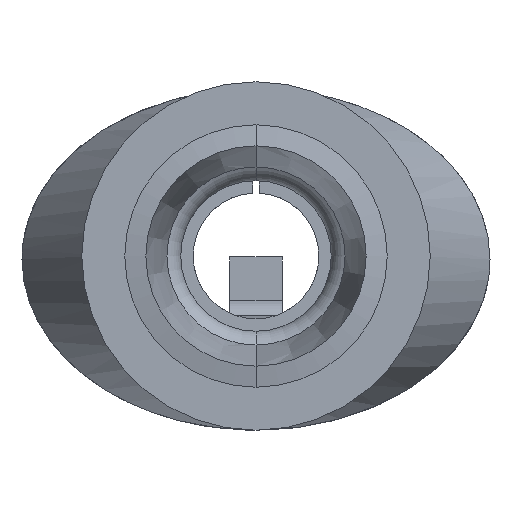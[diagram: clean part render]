
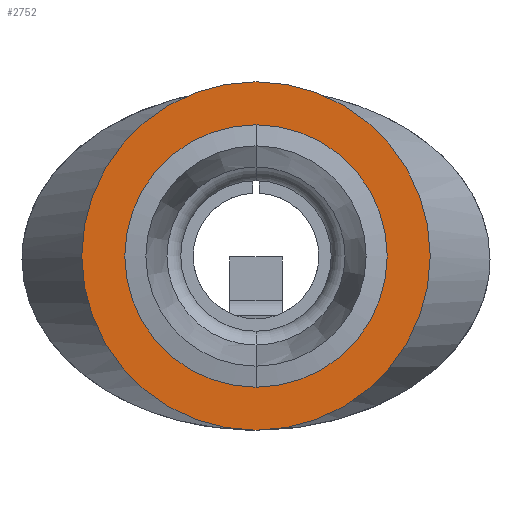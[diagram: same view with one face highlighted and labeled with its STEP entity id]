
A CAD part, front view. The second image highlights one B-rep face of the part: STEP entity #2752.
In plain terms, the highlighted planar face has unit normal (0, -1, 0).
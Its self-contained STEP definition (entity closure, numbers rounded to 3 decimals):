
#316 = FACE_OUTER_BOUND ( 'NONE', #5287, .T. ) ;
#405 = DIRECTION ( 'NONE',  ( 1., 0., 0. ) ) ;
#484 = DIRECTION ( 'NONE',  ( 0., -1., 0. ) ) ;
#615 = ORIENTED_EDGE ( 'NONE', *, *, #4553, .T. ) ;
#669 = DIRECTION ( 'NONE',  ( 1., 0., 0. ) ) ;
#674 = AXIS2_PLACEMENT_3D ( 'NONE', #4113, #4488, #669 ) ;
#695 = ORIENTED_EDGE ( 'NONE', *, *, #3180, .T. ) ;
#709 = CIRCLE ( 'NONE', #970, 2.84 ) ;
#891 = CARTESIAN_POINT ( 'NONE',  ( 0., -13., 1.375 ) ) ;
#939 = CARTESIAN_POINT ( 'NONE',  ( 0., -13., 1.375 ) ) ;
#970 = AXIS2_PLACEMENT_3D ( 'NONE', #3193, #2712, #2746 ) ;
#1190 = AXIS2_PLACEMENT_3D ( 'NONE', #891, #1255, #5114 ) ;
#1255 = DIRECTION ( 'NONE',  ( 0., 1., 0. ) ) ;
#1323 = CARTESIAN_POINT ( 'NONE',  ( 2.14, -13., 1.375 ) ) ;
#1347 = DIRECTION ( 'NONE',  ( 0., 1., 0. ) ) ;
#1357 = CARTESIAN_POINT ( 'NONE',  ( 2.84, -13., 1.375 ) ) ;
#1465 = EDGE_LOOP ( 'NONE', ( #695, #615 ) ) ;
#1876 = VERTEX_POINT ( 'NONE', #1323 ) ;
#2126 = CIRCLE ( 'NONE', #674, 2.14 ) ;
#2188 = DIRECTION ( 'NONE',  ( 1., 0., 0. ) ) ;
#2288 = CARTESIAN_POINT ( 'NONE',  ( -2.84, -13., 1.375 ) ) ;
#2334 = FACE_BOUND ( 'NONE', #1465, .T. ) ;
#2387 = AXIS2_PLACEMENT_3D ( 'NONE', #939, #1347, #2188 ) ;
#2712 = DIRECTION ( 'NONE',  ( 0., 1., 0. ) ) ;
#2746 = DIRECTION ( 'NONE',  ( -1., 0., 0. ) ) ;
#2752 = ADVANCED_FACE ( 'NONE', ( #2334, #316 ), #4709, .T. ) ;
#2798 = EDGE_CURVE ( 'NONE', #2874, #5257, #4202, .T. ) ;
#2827 = VERTEX_POINT ( 'NONE', #4322 ) ;
#2874 = VERTEX_POINT ( 'NONE', #2288 ) ;
#2994 = ORIENTED_EDGE ( 'NONE', *, *, #3927, .F. ) ;
#3180 = EDGE_CURVE ( 'NONE', #2827, #1876, #2126, .T. ) ;
#3193 = CARTESIAN_POINT ( 'NONE',  ( 0., -13., 1.375 ) ) ;
#3927 = EDGE_CURVE ( 'NONE', #5257, #2874, #709, .T. ) ;
#4113 = CARTESIAN_POINT ( 'NONE',  ( 0., -13., 1.375 ) ) ;
#4202 = CIRCLE ( 'NONE', #1190, 2.84 ) ;
#4322 = CARTESIAN_POINT ( 'NONE',  ( -2.14, -13., 1.375 ) ) ;
#4488 = DIRECTION ( 'NONE',  ( 0., 1., 0. ) ) ;
#4502 = ORIENTED_EDGE ( 'NONE', *, *, #2798, .F. ) ;
#4553 = EDGE_CURVE ( 'NONE', #1876, #2827, #4990, .T. ) ;
#4709 = PLANE ( 'NONE',  #5203 ) ;
#4990 = CIRCLE ( 'NONE', #2387, 2.14 ) ;
#5114 = DIRECTION ( 'NONE',  ( -1., 0., 0. ) ) ;
#5153 = CARTESIAN_POINT ( 'NONE',  ( -2.84, -13., 1.375 ) ) ;
#5203 = AXIS2_PLACEMENT_3D ( 'NONE', #5153, #484, #405 ) ;
#5257 = VERTEX_POINT ( 'NONE', #1357 ) ;
#5287 = EDGE_LOOP ( 'NONE', ( #4502, #2994 ) ) ;
